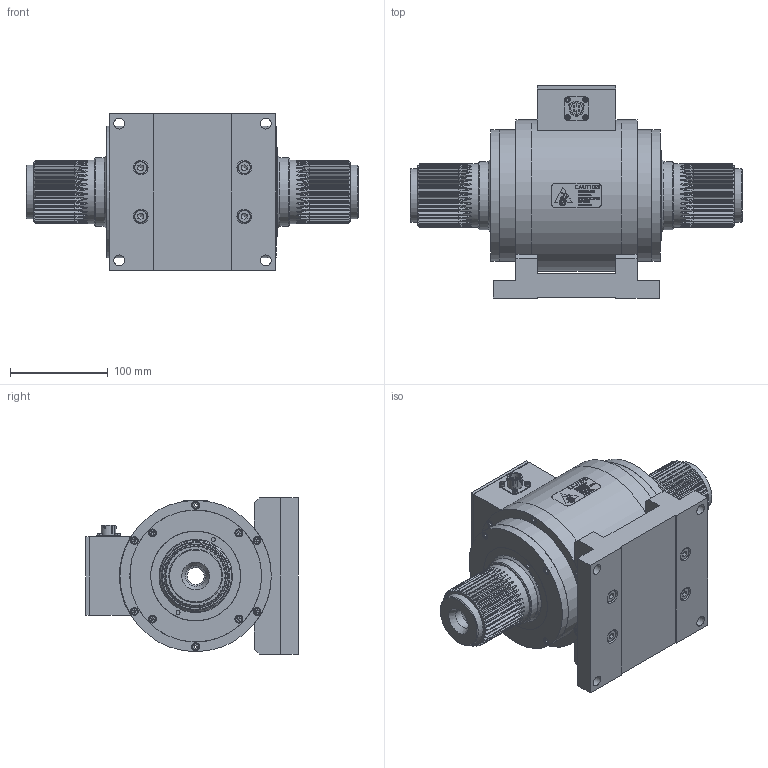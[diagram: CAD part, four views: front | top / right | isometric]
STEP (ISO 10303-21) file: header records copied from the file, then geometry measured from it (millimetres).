
FILE_DESCRIPTION (( 'STEP AP203' ), '1' );
FILE_NAME ('415-316-000-021_EF.STEP', '2014-05-27T08:15:30', ( 'ajoy' ), ( 'Microsoft' ), 'SwSTEP 2.0', 'SolidWorks 2014', '' );
FILE_SCHEMA (( 'CONFIG_CONTROL_DESIGN' ));
Length unit declared in the file: millimetre
Products named in the file (1): 415-316-000-021_EF
Bounding box: 340 x 217.5 x 160 mm (x, y, z)
Surface area: 311293.9 mm2 (no closed solid volume)
Topology: 0 solids, 113 shells, 1089 faces, 5004 edges, 4005 vertices
Faces by surface type: plane 529, cone 275, cylinder 169, torus 110, sphere 6
Full cylindrical faces by diameter (mm): 1 x6, 2 x3, 4.1 x4, 5.5 x4, 6.5 x1, 8 x20, 10 x4, 11 x4, 13 x2, 15 x5, 21 x2, 55 x2, 65 x2, 70 x2, 75 x2, 92 x2, 135 x4, 155 x3
Entity records: 58100 total; most frequent: CARTESIAN_POINT 21709, ORIENTED_EDGE 7031, DIRECTION 6205, EDGE_CURVE 4816, VERTEX_POINT 3960, LINE 2307, VECTOR 2307, AXIS2_PLACEMENT_3D 1949
